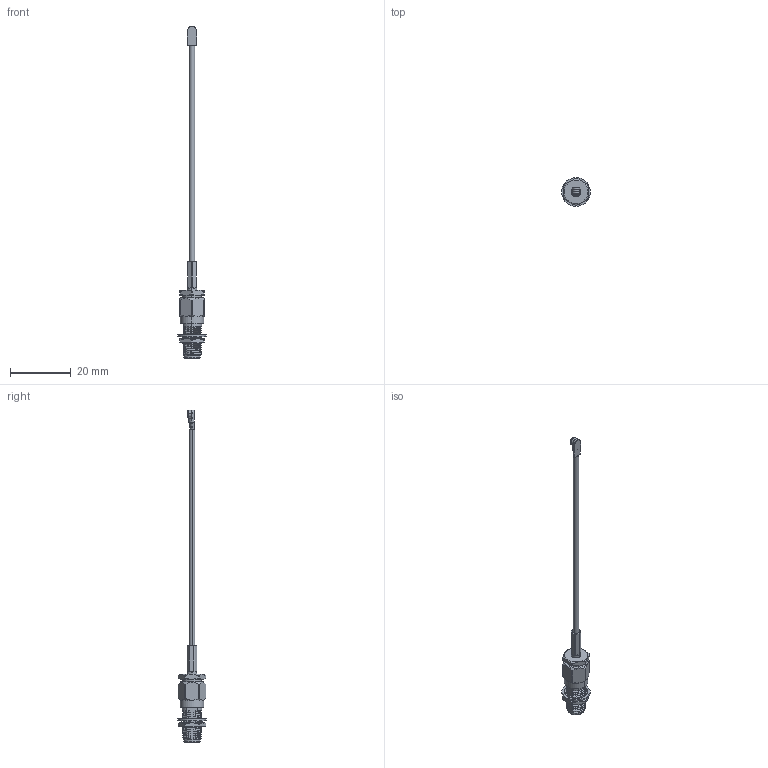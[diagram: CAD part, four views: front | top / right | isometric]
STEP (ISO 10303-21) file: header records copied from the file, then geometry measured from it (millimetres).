
FILE_DESCRIPTION (( 'STEP AP214' ), '1' );
FILE_NAME ('PE38299.STEP', '2018-01-09T23:06:55', ( '' ), ( '' ), 'SwSTEP 2.0', 'SolidWorks 2017', '' );
FILE_SCHEMA (( 'AUTOMOTIVE_DESIGN' ));
Length unit declared in the file: inch
Products named in the file (4): Coax Cable_RG178B-U; PEUMCX; PE4422; PE38299
Assembly tree (3 placements, depth 2):
  PE38299
    Coax Cable_RG178B-U
    PEUMCX
    PE4422
Bounding box: 9.4 x 9.4 x 109.26 mm (x, y, z)
Volume: 1133.1 mm3; surface area: 1796.2 mm2
Topology: 7 solids, 7 shells, 365 faces, 953 edges, 623 vertices
Faces by surface type: cylinder 139, plane 99, bspline 88, cone 37, torus 2
Entity records: 30059 total; most frequent: CARTESIAN_POINT 20408, ORIENTED_EDGE 1906, DIRECTION 1386, EDGE_CURVE 953, VERTEX_POINT 623, AXIS2_PLACEMENT_3D 499, EDGE_LOOP 396, VECTOR 388
